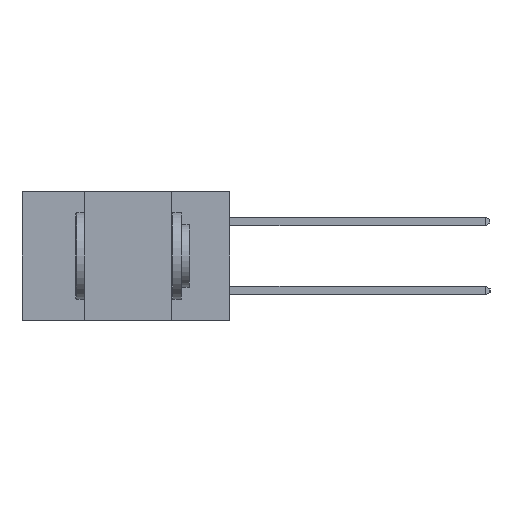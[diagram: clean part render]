
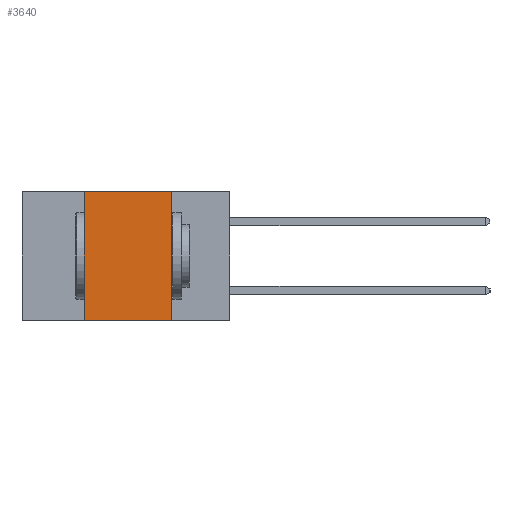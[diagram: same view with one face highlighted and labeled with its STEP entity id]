
A CAD part, left-side view. The second image highlights one B-rep face of the part: STEP entity #3640.
In plain terms, the highlighted planar face has unit normal (-1, 0, 0).
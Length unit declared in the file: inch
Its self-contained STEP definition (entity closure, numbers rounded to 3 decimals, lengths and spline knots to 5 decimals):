
#57 = CARTESIAN_POINT ( 'NONE',  ( 0., 0.6, 0. ) ) ;
#154 = LINE ( 'NONE', #13639, #9067 ) ;
#642 = VERTEX_POINT ( 'NONE', #1055 ) ;
#1055 = CARTESIAN_POINT ( 'NONE',  ( 0., 0.42, -0.37 ) ) ;
#1522 = LINE ( 'NONE', #57, #9993 ) ;
#1813 = AXIS2_PLACEMENT_3D ( 'NONE', #13224, #13212, #13197 ) ;
#1904 = ORIENTED_EDGE ( 'NONE', *, *, #11387, .T. ) ;
#2267 = ORIENTED_EDGE ( 'NONE', *, *, #9320, .F. ) ;
#2339 = DIRECTION ( 'NONE',  ( 0., 0., -1. ) ) ;
#2359 = VERTEX_POINT ( 'NONE', #2442 ) ;
#2442 = CARTESIAN_POINT ( 'NONE',  ( 0., 0.42, 0. ) ) ;
#2820 = FACE_OUTER_BOUND ( 'NONE', #7987, .T. ) ;
#3296 = LINE ( 'NONE', #8195, #9470 ) ;
#3543 = LINE ( 'NONE', #4363, #13828 ) ;
#3640 = ADVANCED_FACE ( 'NONE', ( #2820 ), #13121, .F. ) ;
#3794 = DIRECTION ( 'NONE',  ( 0., -1., 0. ) ) ;
#4160 = DIRECTION ( 'NONE',  ( 0., -1., 0. ) ) ;
#4363 = CARTESIAN_POINT ( 'NONE',  ( 0., 0.6, -0.37 ) ) ;
#4930 = CARTESIAN_POINT ( 'NONE',  ( 0., 0.17, 0. ) ) ;
#6064 = CARTESIAN_POINT ( 'NONE',  ( 0., 0.17, -0.37 ) ) ;
#6784 = VERTEX_POINT ( 'NONE', #6064 ) ;
#7987 = EDGE_LOOP ( 'NONE', ( #13964, #8508, #2267, #1904 ) ) ;
#8195 = CARTESIAN_POINT ( 'NONE',  ( 0., 0.17, -0.37 ) ) ;
#8409 = VERTEX_POINT ( 'NONE', #4930 ) ;
#8508 = ORIENTED_EDGE ( 'NONE', *, *, #12753, .F. ) ;
#9067 = VECTOR ( 'NONE', #13983, 39.37008 ) ;
#9320 = EDGE_CURVE ( 'NONE', #642, #2359, #154, .T. ) ;
#9470 = VECTOR ( 'NONE', #2339, 39.37008 ) ;
#9993 = VECTOR ( 'NONE', #3794, 39.37008 ) ;
#11387 = EDGE_CURVE ( 'NONE', #642, #6784, #3543, .T. ) ;
#12753 = EDGE_CURVE ( 'NONE', #2359, #8409, #1522, .T. ) ;
#13121 = PLANE ( 'NONE',  #1813 ) ;
#13197 = DIRECTION ( 'NONE',  ( 0., 0., -1. ) ) ;
#13212 = DIRECTION ( 'NONE',  ( 1., 0., 0. ) ) ;
#13224 = CARTESIAN_POINT ( 'NONE',  ( 0., 0.6, 0. ) ) ;
#13639 = CARTESIAN_POINT ( 'NONE',  ( 0., 0.42, -0.37 ) ) ;
#13828 = VECTOR ( 'NONE', #4160, 39.37008 ) ;
#13964 = ORIENTED_EDGE ( 'NONE', *, *, #14063, .F. ) ;
#13983 = DIRECTION ( 'NONE',  ( 0., 0., 1. ) ) ;
#14063 = EDGE_CURVE ( 'NONE', #8409, #6784, #3296, .T. ) ;
